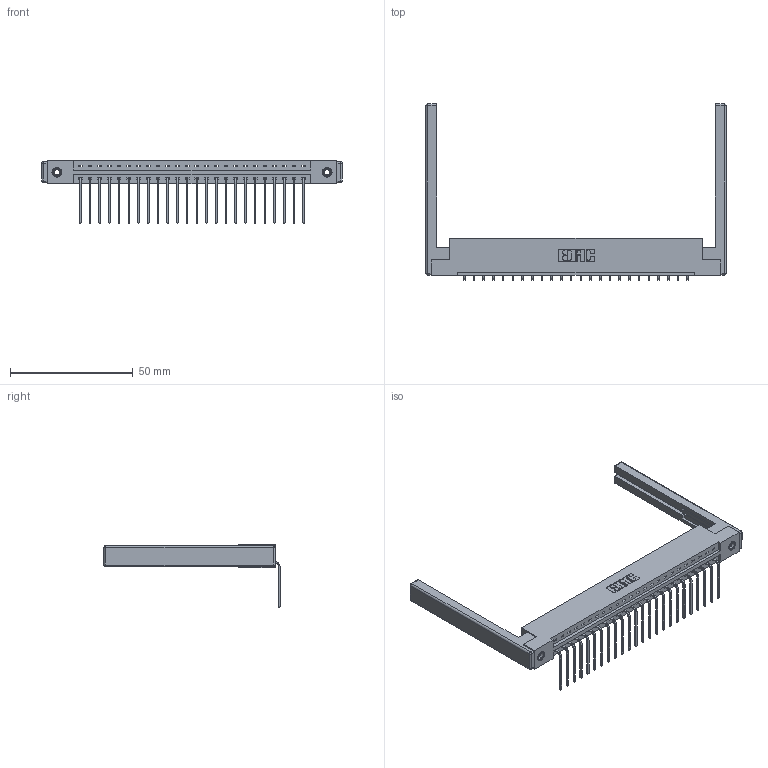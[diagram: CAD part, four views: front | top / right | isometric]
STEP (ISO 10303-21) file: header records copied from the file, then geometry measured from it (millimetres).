
FILE_DESCRIPTION (( 'STEP AP203' ), '1' );
FILE_NAME ('337-024-559-168.STEP', '2019-09-30T16:14:28', ( '' ), ( '' ), 'SwSTEP 2.0', 'SolidWorks 2016', '' );
FILE_SCHEMA (( 'CONFIG_CONTROL_DESIGN' ));
Length unit declared in the file: inch
Products named in the file (5): 345-292-001_558 559 Tail - 1; 337 Part_Flush Mounting Lugs - 0.156 Dia-TI; 307-220-068; 345-250-001_345-250-001-102; 337-024-559-168
Assembly tree (29 placements, depth 2):
  337-024-559-168
    337 Part_Flush Mounting Lugs - 0.156 Dia-TI
    345-292-001_558 559 Tail - 1  x24
    345-250-001_345-250-001-102  x2
    307-220-068  x2
Bounding box: 122.53 x 71.82 x 25.53 mm (x, y, z)
Volume: 16980.8 mm3; surface area: 17493.5 mm2
Topology: 29 solids, 29 shells, 1804 faces, 5357 edges, 3518 vertices
Faces by surface type: plane 1310, cylinder 470, cone 12, sphere 8, torus 4
Entity records: 23012 total; most frequent: CARTESIAN_POINT 3963, ORIENTED_EDGE 3912, DIRECTION 3446, EDGE_CURVE 1956, LINE 1778, VECTOR 1778, VERTEX_POINT 1294, AXIS2_PLACEMENT_3D 834
